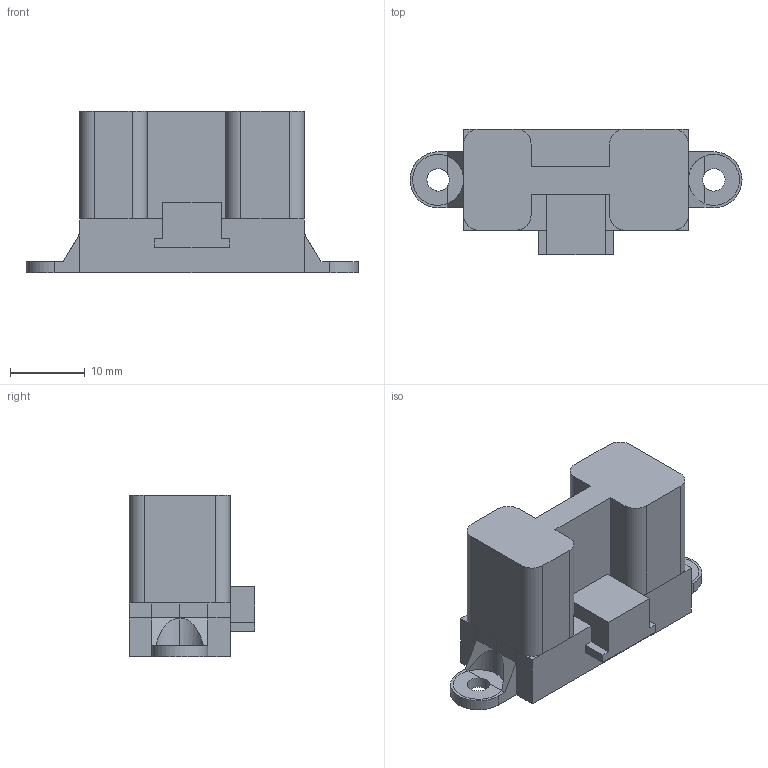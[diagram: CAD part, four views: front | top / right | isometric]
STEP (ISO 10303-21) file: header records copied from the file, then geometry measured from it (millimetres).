
FILE_DESCRIPTION(('FreeCAD Model'),'2;1');
FILE_NAME('SHARP-2Y0A05.step','2015-09-19T08:52:00',('Author'),(''), 'Open CASCADE STEP processor 6.8','FreeCAD','Unknown');
FILE_SCHEMA(('AUTOMOTIVE_DESIGN_CC2 { 1 2 10303 214 -1 1 5 4 }'));
Length unit declared in the file: millimetre
Products named in the file (1): Pad002
Bounding box: 44.3 x 16.78 x 21.6 mm (x, y, z)
Volume: 7569 mm3; surface area: 3232.9 mm2
Topology: 1 solids, 1 shells, 73 faces, 187 edges, 114 vertices
Faces by surface type: plane 58, cylinder 15
Full cylindrical faces by diameter (mm): 3 x2
Entity records: 4650 total; most frequent: CARTESIAN_POINT 895, DIRECTION 694, LINE 442, VECTOR 442, ORIENTED_EDGE 374, PCURVE 374, DEFINITIONAL_REPRESENTATION 374, EDGE_CURVE 187
